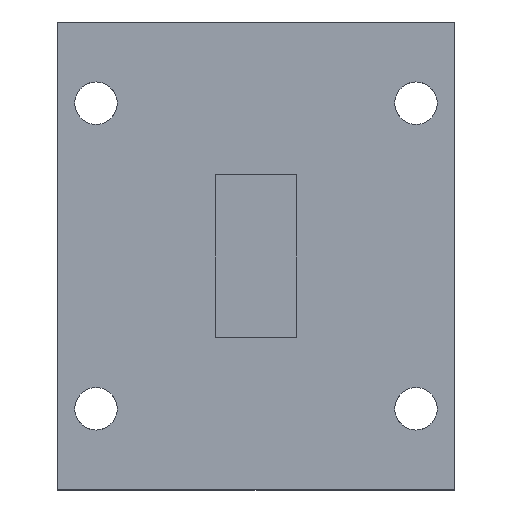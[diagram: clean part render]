
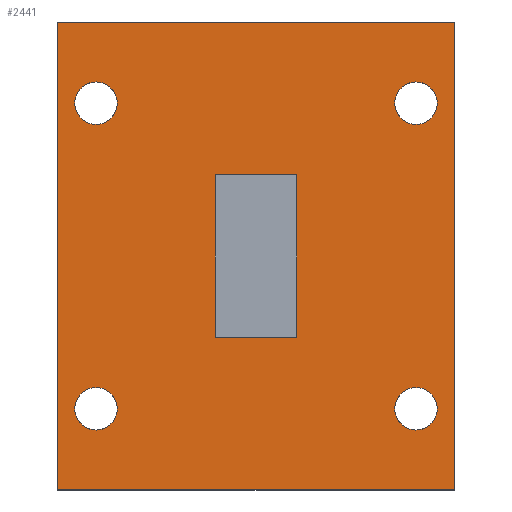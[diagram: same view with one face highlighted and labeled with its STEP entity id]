
A CAD part, left-side view. The second image highlights one B-rep face of the part: STEP entity #2441.
In plain terms, the highlighted planar face has unit normal (-1, 0, 0).
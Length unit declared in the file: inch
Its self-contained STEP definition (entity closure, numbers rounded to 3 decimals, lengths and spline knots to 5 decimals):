
#1 = EDGE_CURVE ( 'NONE', #646, #2, #479, .T. ) ;
#2 = VERTEX_POINT ( 'NONE', #587 ) ;
#3 = ORIENTED_EDGE ( 'NONE', *, *, #2074, .F. ) ;
#15 = CARTESIAN_POINT ( 'NONE',  ( -0.52227, 0., 0.48793 ) ) ;
#16 = ORIENTED_EDGE ( 'NONE', *, *, #1482, .F. ) ;
#37 = ORIENTED_EDGE ( 'NONE', *, *, #1037, .F. ) ;
#41 = CARTESIAN_POINT ( 'NONE',  ( -0.52227, 0.75, 0.27343 ) ) ;
#45 = VERTEX_POINT ( 'NONE', #41 ) ;
#46 = FACE_BOUND ( 'NONE', #1737, .T. ) ;
#65 = CARTESIAN_POINT ( 'NONE',  ( -0.52227, 0.75, 0.36243 ) ) ;
#66 = EDGE_LOOP ( 'NONE', ( #315, #2134, #1641, #2044 ) ) ;
#67 = EDGE_CURVE ( 'NONE', #1121, #258, #995, .T. ) ;
#73 = EDGE_CURVE ( 'NONE', #1029, #1280, #1458, .T. ) ;
#74 = ORIENTED_EDGE ( 'NONE', *, *, #1493, .F. ) ;
#86 = VECTOR ( 'NONE', #1822, 39.37008 ) ;
#104 = AXIS2_PLACEMENT_3D ( 'NONE', #728, #955, #1108 ) ;
#108 = VECTOR ( 'NONE', #366, 39.37008 ) ;
#129 = EDGE_CURVE ( 'NONE', #1611, #537, #298, .T. ) ;
#133 = LINE ( 'NONE', #549, #108 ) ;
#147 = DIRECTION ( 'NONE',  ( 0., 0., 1. ) ) ;
#179 = DIRECTION ( 'NONE',  ( -1., 0., 0. ) ) ;
#194 = AXIS2_PLACEMENT_3D ( 'NONE', #316, #1269, #2454 ) ;
#195 = DIRECTION ( 'NONE',  ( 0., 0., 1. ) ) ;
#202 = CIRCLE ( 'NONE', #194, 0.0445 ) ;
#233 = DIRECTION ( 'NONE',  ( 0., 0., 1. ) ) ;
#255 = ORIENTED_EDGE ( 'NONE', *, *, #1, .F. ) ;
#258 = VERTEX_POINT ( 'NONE', #1221 ) ;
#296 = AXIS2_PLACEMENT_3D ( 'NONE', #950, #572, #1158 ) ;
#298 = CIRCLE ( 'NONE', #1527, 0.0445 ) ;
#311 = ORIENTED_EDGE ( 'NONE', *, *, #2105, .F. ) ;
#314 = VECTOR ( 'NONE', #1451, 39.37008 ) ;
#315 = ORIENTED_EDGE ( 'NONE', *, *, #73, .T. ) ;
#316 = CARTESIAN_POINT ( 'NONE',  ( -0.52227, 0.08, 0.31793 ) ) ;
#366 = DIRECTION ( 'NONE',  ( 0., -1., 0. ) ) ;
#391 = CARTESIAN_POINT ( 'NONE',  ( -0.52227, 0.75, -0.32207 ) ) ;
#421 = VECTOR ( 'NONE', #783, 39.37008 ) ;
#427 = VERTEX_POINT ( 'NONE', #1713 ) ;
#436 = CARTESIAN_POINT ( 'NONE',  ( -0.52227, 0.08, 0.36243 ) ) ;
#479 = LINE ( 'NONE', #613, #1110 ) ;
#537 = VERTEX_POINT ( 'NONE', #744 ) ;
#549 = CARTESIAN_POINT ( 'NONE',  ( -0.52227, 0.33, -0.17207 ) ) ;
#550 = CARTESIAN_POINT ( 'NONE',  ( -0.52227, 0.08, 0.31793 ) ) ;
#572 = DIRECTION ( 'NONE',  ( 1., 0., 0. ) ) ;
#586 = AXIS2_PLACEMENT_3D ( 'NONE', #1495, #928, #147 ) ;
#587 = CARTESIAN_POINT ( 'NONE',  ( -0.52227, 0.33, 0.16793 ) ) ;
#613 = CARTESIAN_POINT ( 'NONE',  ( -0.52227, 0.33, 0.16793 ) ) ;
#646 = VERTEX_POINT ( 'NONE', #1208 ) ;
#649 = EDGE_CURVE ( 'NONE', #2346, #1034, #2432, .T. ) ;
#659 = LINE ( 'NONE', #1797, #86 ) ;
#668 = ORIENTED_EDGE ( 'NONE', *, *, #961, .F. ) ;
#680 = FACE_BOUND ( 'NONE', #1991, .T. ) ;
#728 = CARTESIAN_POINT ( 'NONE',  ( -0.52227, 0.75, -0.32207 ) ) ;
#744 = CARTESIAN_POINT ( 'NONE',  ( -0.52227, 0.08, -0.36657 ) ) ;
#757 = PLANE ( 'NONE',  #296 ) ;
#783 = DIRECTION ( 'NONE',  ( 0., 0., 1. ) ) ;
#818 = VERTEX_POINT ( 'NONE', #65 ) ;
#822 = DIRECTION ( 'NONE',  ( 0., 0., -1. ) ) ;
#853 = EDGE_CURVE ( 'NONE', #2442, #1194, #202, .T. ) ;
#928 = DIRECTION ( 'NONE',  ( -1., 0., 0. ) ) ;
#934 = CARTESIAN_POINT ( 'NONE',  ( -0.52227, 0.75, 0.31793 ) ) ;
#950 = CARTESIAN_POINT ( 'NONE',  ( -0.52227, 0.83, 0.48793 ) ) ;
#955 = DIRECTION ( 'NONE',  ( -1., 0., 0. ) ) ;
#961 = EDGE_CURVE ( 'NONE', #1194, #2442, #1605, .T. ) ;
#987 = CIRCLE ( 'NONE', #2063, 0.0445 ) ;
#995 = CIRCLE ( 'NONE', #1304, 0.0445 ) ;
#999 = ORIENTED_EDGE ( 'NONE', *, *, #67, .F. ) ;
#1000 = ORIENTED_EDGE ( 'NONE', *, *, #129, .F. ) ;
#1023 = VECTOR ( 'NONE', #233, 39.37008 ) ;
#1029 = VERTEX_POINT ( 'NONE', #1903 ) ;
#1034 = VERTEX_POINT ( 'NONE', #2494 ) ;
#1037 = EDGE_CURVE ( 'NONE', #45, #818, #1136, .T. ) ;
#1070 = FACE_BOUND ( 'NONE', #1998, .T. ) ;
#1108 = DIRECTION ( 'NONE',  ( 0., 0., 1. ) ) ;
#1110 = VECTOR ( 'NONE', #1980, 39.37008 ) ;
#1121 = VERTEX_POINT ( 'NONE', #1772 ) ;
#1129 = VECTOR ( 'NONE', #822, 39.37008 ) ;
#1136 = CIRCLE ( 'NONE', #586, 0.0445 ) ;
#1140 = DIRECTION ( 'NONE',  ( -1., 0., 0. ) ) ;
#1158 = DIRECTION ( 'NONE',  ( 0., 0., -1. ) ) ;
#1168 = CARTESIAN_POINT ( 'NONE',  ( -0.52227, 0.08, 0.27343 ) ) ;
#1179 = CARTESIAN_POINT ( 'NONE',  ( -0.52227, 0.08, -0.27757 ) ) ;
#1194 = VERTEX_POINT ( 'NONE', #436 ) ;
#1197 = FACE_BOUND ( 'NONE', #1433, .T. ) ;
#1208 = CARTESIAN_POINT ( 'NONE',  ( -0.52227, 0.33, -0.17207 ) ) ;
#1218 = CARTESIAN_POINT ( 'NONE',  ( -0.52227, 0.83, 0.48793 ) ) ;
#1221 = CARTESIAN_POINT ( 'NONE',  ( -0.52227, 0.75, -0.27757 ) ) ;
#1257 = EDGE_CURVE ( 'NONE', #2346, #1029, #659, .T. ) ;
#1269 = DIRECTION ( 'NONE',  ( -1., 0., 0. ) ) ;
#1280 = VERTEX_POINT ( 'NONE', #2002 ) ;
#1304 = AXIS2_PLACEMENT_3D ( 'NONE', #391, #1390, #195 ) ;
#1334 = DIRECTION ( 'NONE',  ( 0., 0., 1. ) ) ;
#1361 = CIRCLE ( 'NONE', #104, 0.0445 ) ;
#1380 = CARTESIAN_POINT ( 'NONE',  ( -0.52227, 0.83, -0.49207 ) ) ;
#1390 = DIRECTION ( 'NONE',  ( -1., 0., 0. ) ) ;
#1433 = EDGE_LOOP ( 'NONE', ( #16, #37 ) ) ;
#1451 = DIRECTION ( 'NONE',  ( 0., 1., 0. ) ) ;
#1458 = LINE ( 'NONE', #15, #421 ) ;
#1482 = EDGE_CURVE ( 'NONE', #818, #45, #1637, .T. ) ;
#1493 = EDGE_CURVE ( 'NONE', #537, #1611, #987, .T. ) ;
#1495 = CARTESIAN_POINT ( 'NONE',  ( -0.52227, 0.75, 0.31793 ) ) ;
#1505 = DIRECTION ( 'NONE',  ( 0., 0., 1. ) ) ;
#1527 = AXIS2_PLACEMENT_3D ( 'NONE', #2228, #1630, #1806 ) ;
#1538 = DIRECTION ( 'NONE',  ( 0., 0., 1. ) ) ;
#1566 = DIRECTION ( 'NONE',  ( 0., -1., 0. ) ) ;
#1605 = CIRCLE ( 'NONE', #1683, 0.0445 ) ;
#1611 = VERTEX_POINT ( 'NONE', #1179 ) ;
#1630 = DIRECTION ( 'NONE',  ( -1., 0., 0. ) ) ;
#1635 = VERTEX_POINT ( 'NONE', #1750 ) ;
#1637 = CIRCLE ( 'NONE', #2194, 0.0445 ) ;
#1641 = ORIENTED_EDGE ( 'NONE', *, *, #649, .F. ) ;
#1683 = AXIS2_PLACEMENT_3D ( 'NONE', #550, #2292, #1505 ) ;
#1688 = LINE ( 'NONE', #2524, #2147 ) ;
#1713 = CARTESIAN_POINT ( 'NONE',  ( -0.52227, 0.5, -0.17207 ) ) ;
#1737 = EDGE_LOOP ( 'NONE', ( #1000, #74 ) ) ;
#1750 = CARTESIAN_POINT ( 'NONE',  ( -0.52227, 0.5, 0.16793 ) ) ;
#1772 = CARTESIAN_POINT ( 'NONE',  ( -0.52227, 0.75, -0.36657 ) ) ;
#1784 = ORIENTED_EDGE ( 'NONE', *, *, #1847, .F. ) ;
#1797 = CARTESIAN_POINT ( 'NONE',  ( -0.52227, 0.83, -0.49207 ) ) ;
#1806 = DIRECTION ( 'NONE',  ( 0., 0., 1. ) ) ;
#1822 = DIRECTION ( 'NONE',  ( 0., -1., 0. ) ) ;
#1847 = EDGE_CURVE ( 'NONE', #258, #1121, #1361, .T. ) ;
#1903 = CARTESIAN_POINT ( 'NONE',  ( -0.52227, 0., -0.49207 ) ) ;
#1929 = CARTESIAN_POINT ( 'NONE',  ( -0.52227, 0.08, -0.32207 ) ) ;
#1937 = LINE ( 'NONE', #1959, #1129 ) ;
#1959 = CARTESIAN_POINT ( 'NONE',  ( -0.52227, 0.5, 0.16793 ) ) ;
#1980 = DIRECTION ( 'NONE',  ( 0., 0., 1. ) ) ;
#1991 = EDGE_LOOP ( 'NONE', ( #1784, #999 ) ) ;
#1998 = EDGE_LOOP ( 'NONE', ( #668, #2417 ) ) ;
#2002 = CARTESIAN_POINT ( 'NONE',  ( -0.52227, 0., 0.48793 ) ) ;
#2026 = CARTESIAN_POINT ( 'NONE',  ( -0.52227, 0.33, 0.16793 ) ) ;
#2044 = ORIENTED_EDGE ( 'NONE', *, *, #1257, .T. ) ;
#2056 = FACE_OUTER_BOUND ( 'NONE', #66, .T. ) ;
#2060 = EDGE_LOOP ( 'NONE', ( #255, #2469, #3, #311 ) ) ;
#2063 = AXIS2_PLACEMENT_3D ( 'NONE', #1929, #179, #1538 ) ;
#2074 = EDGE_CURVE ( 'NONE', #1635, #427, #1937, .T. ) ;
#2105 = EDGE_CURVE ( 'NONE', #2, #1635, #2394, .T. ) ;
#2134 = ORIENTED_EDGE ( 'NONE', *, *, #2267, .F. ) ;
#2147 = VECTOR ( 'NONE', #1566, 39.37008 ) ;
#2194 = AXIS2_PLACEMENT_3D ( 'NONE', #934, #1140, #1334 ) ;
#2228 = CARTESIAN_POINT ( 'NONE',  ( -0.52227, 0.08, -0.32207 ) ) ;
#2233 = EDGE_CURVE ( 'NONE', #427, #646, #133, .T. ) ;
#2267 = EDGE_CURVE ( 'NONE', #1034, #1280, #1688, .T. ) ;
#2292 = DIRECTION ( 'NONE',  ( -1., 0., 0. ) ) ;
#2346 = VERTEX_POINT ( 'NONE', #1380 ) ;
#2391 = FACE_BOUND ( 'NONE', #2060, .T. ) ;
#2394 = LINE ( 'NONE', #2026, #314 ) ;
#2417 = ORIENTED_EDGE ( 'NONE', *, *, #853, .F. ) ;
#2432 = LINE ( 'NONE', #1218, #1023 ) ;
#2441 = ADVANCED_FACE ( 'NONE', ( #680, #46, #1070, #1197, #2391, #2056 ), #757, .F. ) ;
#2442 = VERTEX_POINT ( 'NONE', #1168 ) ;
#2454 = DIRECTION ( 'NONE',  ( 0., 0., 1. ) ) ;
#2469 = ORIENTED_EDGE ( 'NONE', *, *, #2233, .F. ) ;
#2494 = CARTESIAN_POINT ( 'NONE',  ( -0.52227, 0.83, 0.48793 ) ) ;
#2524 = CARTESIAN_POINT ( 'NONE',  ( -0.52227, 0.83, 0.48793 ) ) ;
